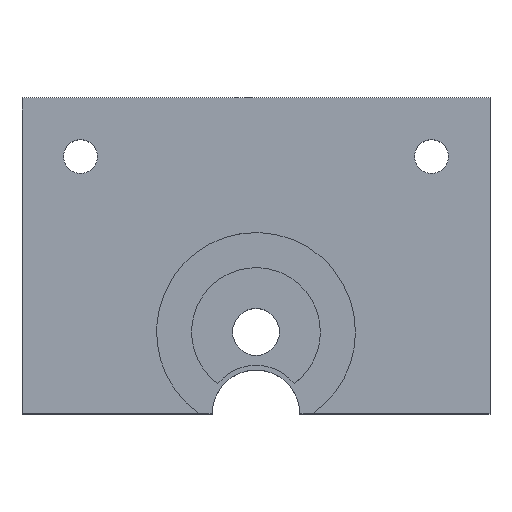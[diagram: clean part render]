
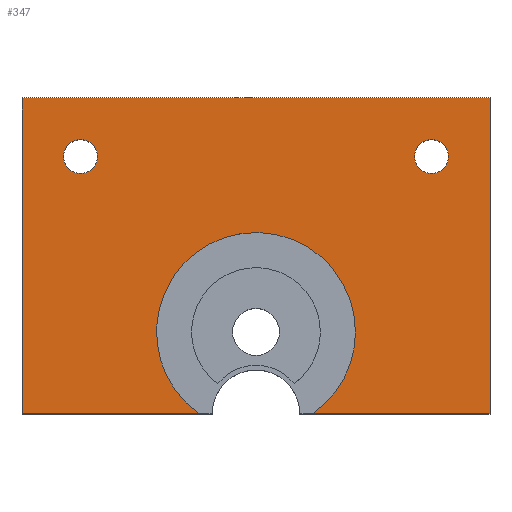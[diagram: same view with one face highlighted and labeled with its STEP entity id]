
A CAD part, top view. The second image highlights one B-rep face of the part: STEP entity #347.
In plain terms, the highlighted planar face has unit normal (0, 0, 1).
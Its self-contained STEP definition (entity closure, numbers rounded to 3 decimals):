
#72 = VERTEX_POINT('',#73);
#73 = CARTESIAN_POINT('',(31.75,-21.431,12.7));
#79 = EDGE_CURVE('',#72,#80,#82,.T.);
#80 = VERTEX_POINT('',#81);
#81 = CARTESIAN_POINT('',(7.655,-21.431,12.7));
#82 = LINE('',#83,#84);
#83 = CARTESIAN_POINT('',(31.75,-21.431,12.7));
#84 = VECTOR('',#85,1.);
#85 = DIRECTION('',(-1.,0.,0.));
#203 = VERTEX_POINT('',#204);
#204 = CARTESIAN_POINT('',(-7.655,-21.431,12.7));
#210 = EDGE_CURVE('',#203,#211,#213,.T.);
#211 = VERTEX_POINT('',#212);
#212 = CARTESIAN_POINT('',(-31.75,-21.431,12.7));
#213 = LINE('',#214,#215);
#214 = CARTESIAN_POINT('',(-6.604,-21.431,12.7));
#215 = VECTOR('',#216,1.);
#216 = DIRECTION('',(-1.,0.,0.));
#328 = VERTEX_POINT('',#329);
#329 = CARTESIAN_POINT('',(31.75,21.431,12.7));
#335 = EDGE_CURVE('',#328,#72,#336,.T.);
#336 = LINE('',#337,#338);
#337 = CARTESIAN_POINT('',(31.75,21.431,12.7));
#338 = VECTOR('',#339,1.);
#339 = DIRECTION('',(0.,-1.,0.));
#347 = ADVANCED_FACE('',(#348,#383,#394),#405,.T.);
#348 = FACE_BOUND('',#349,.T.);
#349 = EDGE_LOOP('',(#350,#351,#360,#367,#368,#369,#377));
#350 = ORIENTED_EDGE('',*,*,#210,.F.);
#351 = ORIENTED_EDGE('',*,*,#352,.F.);
#352 = EDGE_CURVE('',#353,#203,#355,.T.);
#353 = VERTEX_POINT('',#354);
#354 = CARTESIAN_POINT('',(13.494,-10.319,12.7));
#355 = CIRCLE('',#356,13.494);
#356 = AXIS2_PLACEMENT_3D('',#357,#358,#359);
#357 = CARTESIAN_POINT('',(0.,-10.319,12.7));
#358 = DIRECTION('',(0.,0.,1.));
#359 = DIRECTION('',(1.,0.,0.));
#360 = ORIENTED_EDGE('',*,*,#361,.F.);
#361 = EDGE_CURVE('',#80,#353,#362,.T.);
#362 = CIRCLE('',#363,13.494);
#363 = AXIS2_PLACEMENT_3D('',#364,#365,#366);
#364 = CARTESIAN_POINT('',(0.,-10.319,12.7));
#365 = DIRECTION('',(0.,0.,1.));
#366 = DIRECTION('',(1.,0.,0.));
#367 = ORIENTED_EDGE('',*,*,#79,.F.);
#368 = ORIENTED_EDGE('',*,*,#335,.F.);
#369 = ORIENTED_EDGE('',*,*,#370,.F.);
#370 = EDGE_CURVE('',#371,#328,#373,.T.);
#371 = VERTEX_POINT('',#372);
#372 = CARTESIAN_POINT('',(-31.75,21.431,12.7));
#373 = LINE('',#374,#375);
#374 = CARTESIAN_POINT('',(-31.75,21.431,12.7));
#375 = VECTOR('',#376,1.);
#376 = DIRECTION('',(1.,0.,0.));
#377 = ORIENTED_EDGE('',*,*,#378,.F.);
#378 = EDGE_CURVE('',#211,#371,#379,.T.);
#379 = LINE('',#380,#381);
#380 = CARTESIAN_POINT('',(-31.75,-21.431,12.7));
#381 = VECTOR('',#382,1.);
#382 = DIRECTION('',(0.,1.,0.));
#383 = FACE_BOUND('',#384,.T.);
#384 = EDGE_LOOP('',(#385));
#385 = ORIENTED_EDGE('',*,*,#386,.F.);
#386 = EDGE_CURVE('',#387,#387,#389,.T.);
#387 = VERTEX_POINT('',#388);
#388 = CARTESIAN_POINT('',(-21.527,13.494,12.7));
#389 = CIRCLE('',#390,2.286);
#390 = AXIS2_PLACEMENT_3D('',#391,#392,#393);
#391 = CARTESIAN_POINT('',(-23.813,13.494,12.7));
#392 = DIRECTION('',(0.,0.,1.));
#393 = DIRECTION('',(1.,0.,0.));
#394 = FACE_BOUND('',#395,.T.);
#395 = EDGE_LOOP('',(#396));
#396 = ORIENTED_EDGE('',*,*,#397,.F.);
#397 = EDGE_CURVE('',#398,#398,#400,.T.);
#398 = VERTEX_POINT('',#399);
#399 = CARTESIAN_POINT('',(26.099,13.494,12.7));
#400 = CIRCLE('',#401,2.286);
#401 = AXIS2_PLACEMENT_3D('',#402,#403,#404);
#402 = CARTESIAN_POINT('',(23.813,13.494,12.7));
#403 = DIRECTION('',(0.,0.,1.));
#404 = DIRECTION('',(1.,0.,0.));
#405 = PLANE('',#406);
#406 = AXIS2_PLACEMENT_3D('',#407,#408,#409);
#407 = CARTESIAN_POINT('',(0.,0.325,12.7));
#408 = DIRECTION('',(0.,0.,1.));
#409 = DIRECTION('',(1.,0.,0.));
